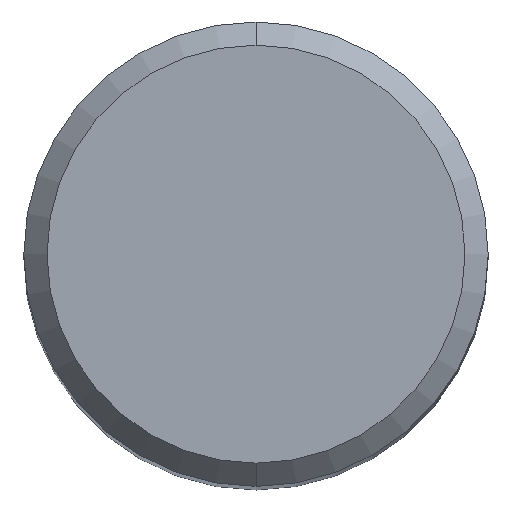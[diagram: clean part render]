
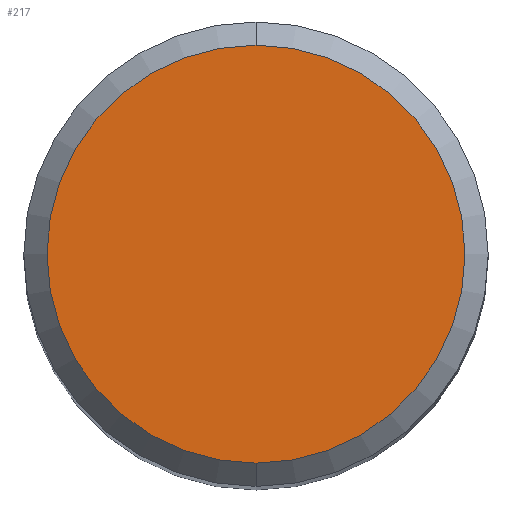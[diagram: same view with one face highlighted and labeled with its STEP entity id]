
A CAD part, top view. The second image highlights one B-rep face of the part: STEP entity #217.
In plain terms, the highlighted planar face has unit normal (0, 0, 1).
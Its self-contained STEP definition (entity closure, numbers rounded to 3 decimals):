
#201=VERTEX_POINT('',#492);
#217=ADVANCED_FACE('',(#510),#511,.T.);
#249=VERTEX_POINT('',#546);
#349=EDGE_CURVE('',#201,#249,#658,.T.);
#431=EDGE_CURVE('',#249,#201,#749,.T.);
#492=CARTESIAN_POINT('',(0.,-3.6,0.));
#510=FACE_OUTER_BOUND('',#896,.T.);
#511=PLANE('',#897);
#546=CARTESIAN_POINT('',(0.0,3.6,0.));
#658=CIRCLE('',#1194,3.6);
#749=CIRCLE('',#1378,3.6);
#896=EDGE_LOOP('',(#1421,#1422));
#897=AXIS2_PLACEMENT_3D('',#1423,#1424,#1425);
#1194=AXIS2_PLACEMENT_3D('',#1575,#1576,#1577);
#1378=AXIS2_PLACEMENT_3D('',#1703,#1704,#1705);
#1421=ORIENTED_EDGE('',*,*,#431,.F.);
#1422=ORIENTED_EDGE('',*,*,#349,.F.);
#1423=CARTESIAN_POINT('',(0.0,1.8,0.));
#1424=DIRECTION('',(-0.0,0.0,1.0));
#1425=DIRECTION('',(0.0,-1.0,0.0));
#1575=CARTESIAN_POINT('',(0.0,0.0,0.));
#1576=DIRECTION('',(0.0,0.0,-1.0));
#1577=DIRECTION('',(0.0,1.0,0.0));
#1703=CARTESIAN_POINT('',(0.0,0.0,0.));
#1704=DIRECTION('',(0.0,0.0,-1.0));
#1705=DIRECTION('',(0.0,1.0,0.0));
